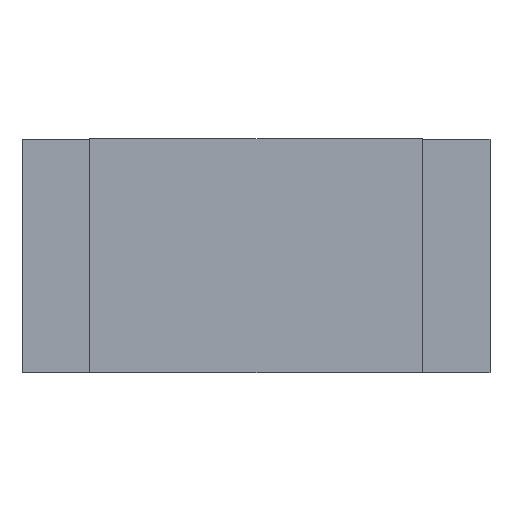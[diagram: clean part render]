
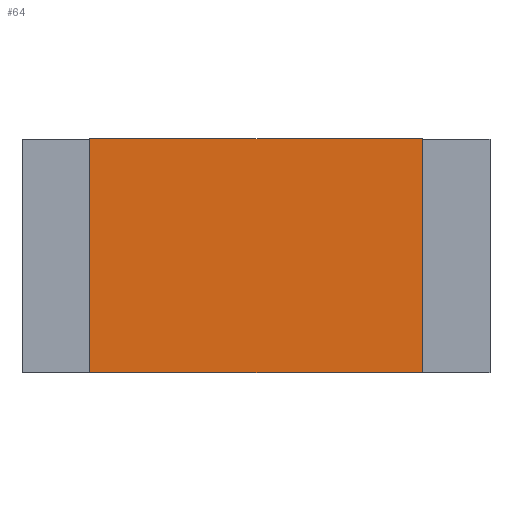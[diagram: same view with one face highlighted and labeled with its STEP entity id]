
A CAD part, front view. The second image highlights one B-rep face of the part: STEP entity #64.
In plain terms, the highlighted planar face has unit normal (0, -1, 0).
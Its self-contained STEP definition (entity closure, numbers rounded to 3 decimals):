
#64=ADVANCED_FACE('',(#125),#126,.F.);
#125=FACE_OUTER_BOUND('',#182,.T.);
#126=PLANE('',#183);
#182=EDGE_LOOP('',(#293,#294,#295,#296));
#183=AXIS2_PLACEMENT_3D('',#297,#298,#299);
#293=ORIENTED_EDGE('',*,*,#377,.T.);
#294=ORIENTED_EDGE('',*,*,#373,.F.);
#295=ORIENTED_EDGE('',*,*,#378,.F.);
#296=ORIENTED_EDGE('',*,*,#370,.F.);
#297=CARTESIAN_POINT('',(1.55,0.0,0.775));
#298=DIRECTION('',(0.0,1.0,0.0));
#299=DIRECTION('',(0.0,0.0,1.0));
#370=EDGE_CURVE('',#440,#435,#442,.T.);
#373=EDGE_CURVE('',#445,#447,#448,.T.);
#377=EDGE_CURVE('',#440,#447,#453,.T.);
#378=EDGE_CURVE('',#435,#445,#454,.T.);
#435=VERTEX_POINT('',#535);
#440=VERTEX_POINT('',#542);
#442=LINE('',#545,#546);
#445=VERTEX_POINT('',#549);
#447=VERTEX_POINT('',#552);
#448=LINE('',#553,#554);
#453=LINE('',#561,#562);
#454=LINE('',#563,#564);
#535=CARTESIAN_POINT('',(2.65,0.0,1.55));
#542=CARTESIAN_POINT('',(0.45,0.0,1.55));
#545=CARTESIAN_POINT('',(1.55,0.0,1.55));
#546=VECTOR('',#599,1.0);
#549=CARTESIAN_POINT('',(2.65,0.0,0.0));
#552=CARTESIAN_POINT('',(0.45,0.0,0.0));
#553=CARTESIAN_POINT('',(1.55,0.0,0.0));
#554=VECTOR('',#601,1.0);
#561=CARTESIAN_POINT('',(0.45,0.0,0.775));
#562=VECTOR('',#604,1.0);
#563=CARTESIAN_POINT('',(2.65,0.0,0.775));
#564=VECTOR('',#605,1.0);
#599=DIRECTION('',(1.0,0.0,0.0));
#601=DIRECTION('',(-1.0,0.0,0.0));
#604=DIRECTION('',(0.0,0.0,-1.0));
#605=DIRECTION('',(0.0,0.0,-1.0));
